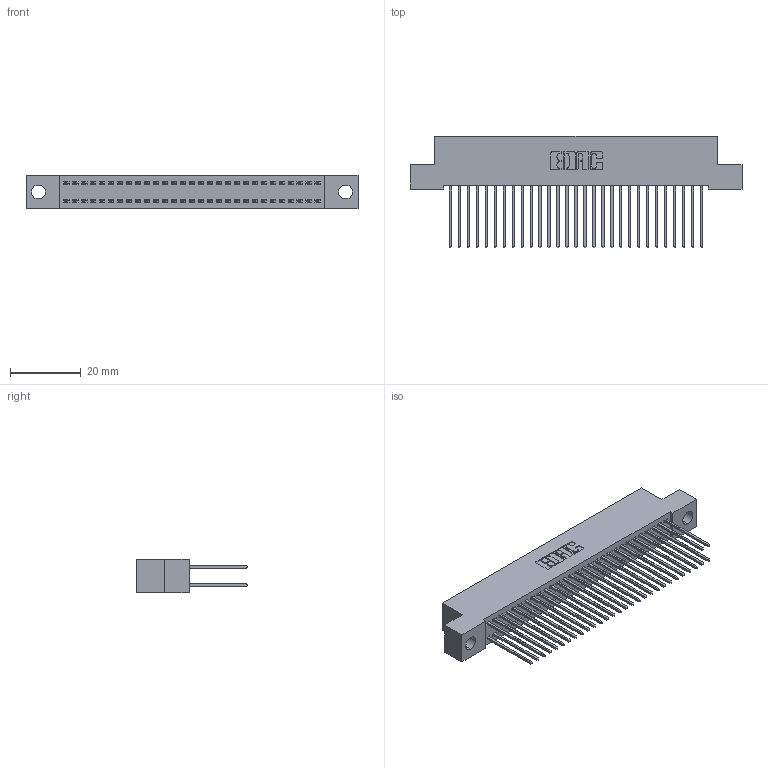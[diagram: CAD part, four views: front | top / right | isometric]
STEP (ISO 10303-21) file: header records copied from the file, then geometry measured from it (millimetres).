
FILE_DESCRIPTION (( 'STEP AP203' ), '1' );
FILE_NAME ('342-058-542-204.STEP', '2018-08-13T05:28:00', ( '' ), ( '' ), 'SwSTEP 2.0', 'SolidWorks 2016', '' );
FILE_SCHEMA (( 'CONFIG_CONTROL_DESIGN' ));
Length unit declared in the file: inch
Products named in the file (3): 342 Part_.156 TH; 345-292-001_345-293-142; 342-058-542-204
Assembly tree (59 placements, depth 2):
  342-058-542-204
    342 Part_.156 TH
    345-292-001_345-293-142  x58
Bounding box: 93.98 x 31.63 x 9.4 mm (x, y, z)
Volume: 8565.9 mm3; surface area: 14660.4 mm2
Topology: 59 solids, 59 shells, 3126 faces, 9289 edges, 6114 vertices
Faces by surface type: plane 2154, cylinder 972
Entity records: 20227 total; most frequent: CARTESIAN_POINT 3366, ORIENTED_EDGE 3302, DIRECTION 2899, EDGE_CURVE 1651, LINE 1523, VECTOR 1523, VERTEX_POINT 1098, AXIS2_PLACEMENT_3D 688
